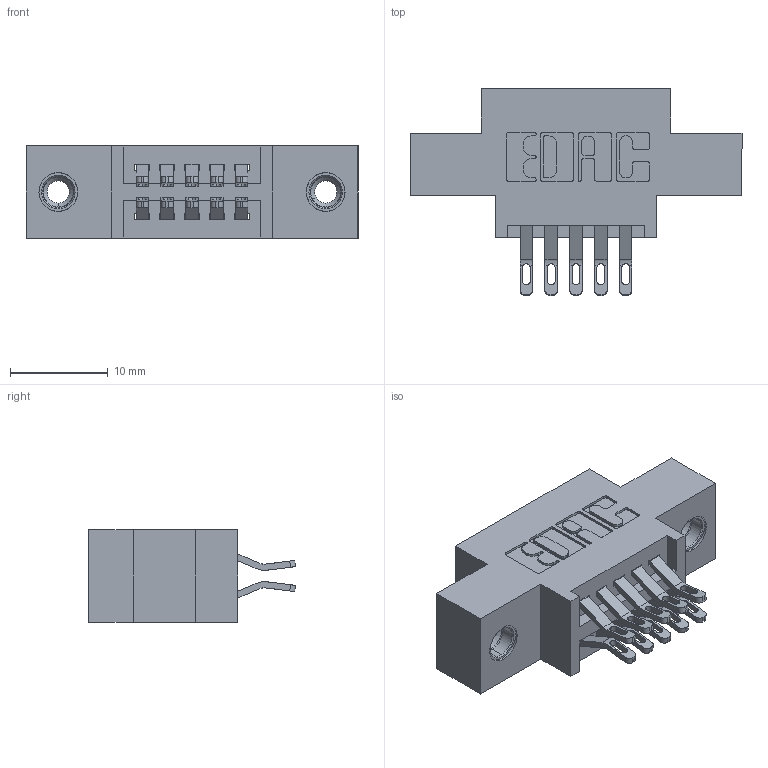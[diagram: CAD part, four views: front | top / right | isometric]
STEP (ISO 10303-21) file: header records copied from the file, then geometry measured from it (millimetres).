
FILE_DESCRIPTION (( 'STEP AP203' ), '1' );
FILE_NAME ('345-010-555-808.STEP', '2019-10-26T14:42:19', ( '' ), ( '' ), 'SwSTEP 2.0', 'SolidWorks 2016', '' );
FILE_SCHEMA (( 'CONFIG_CONTROL_DESIGN' ));
Length unit declared in the file: inch
Products named in the file (4): 345 Part_0.170 Offset - 0.156 Dia-TI; 345-250-001_345-250-003-102; 345-292-001_555 Tail; 345-010-555-808
Assembly tree (13 placements, depth 2):
  345-010-555-808
    345 Part_0.170 Offset - 0.156 Dia-TI
    345-292-001_555 Tail  x10
    345-250-001_345-250-003-102  x2
Bounding box: 33.91 x 21.13 x 9.4 mm (x, y, z)
Volume: 2859.6 mm3; surface area: 3768.2 mm2
Topology: 13 solids, 13 shells, 750 faces, 2259 edges, 1498 vertices
Faces by surface type: plane 426, cylinder 308, cone 12, torus 4
Entity records: 10548 total; most frequent: CARTESIAN_POINT 1821, ORIENTED_EDGE 1718, DIRECTION 1645, EDGE_CURVE 859, VECTOR 667, LINE 667, VERTEX_POINT 568, AXIS2_PLACEMENT_3D 489
